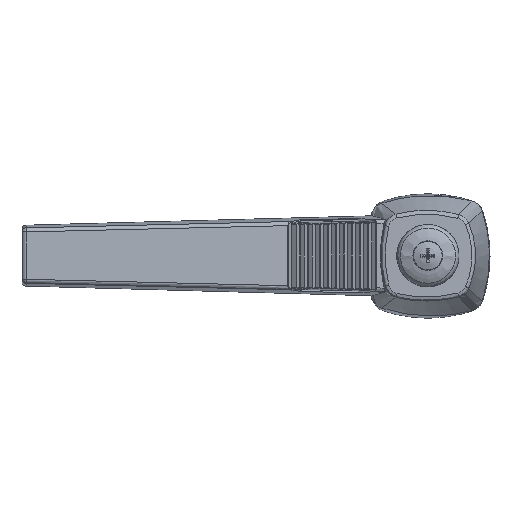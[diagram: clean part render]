
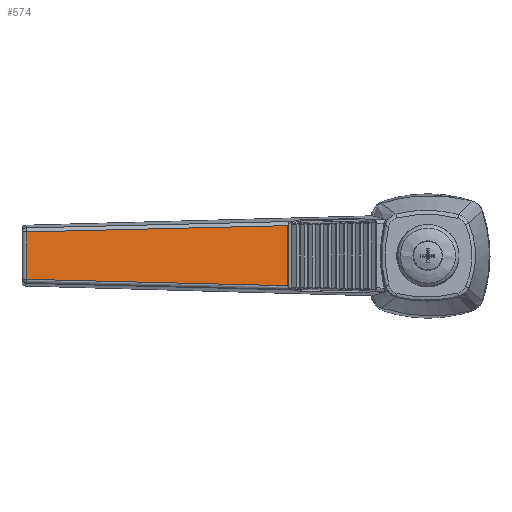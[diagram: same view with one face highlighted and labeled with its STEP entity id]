
A CAD part, top view. The second image highlights one B-rep face of the part: STEP entity #574.
In plain terms, the highlighted planar face has unit normal (0.167, 0, 0.986).
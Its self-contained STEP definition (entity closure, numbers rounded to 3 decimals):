
#574 = ADVANCED_FACE( '', ( #1367 ), #1368, .T. );
#1367 = FACE_OUTER_BOUND( '', #4851, .T. );
#1368 = PLANE( '', #4852 );
#4851 = EDGE_LOOP( '', ( #10350, #10351, #10352, #10353 ) );
#4852 = AXIS2_PLACEMENT_3D( '', #10354, #10355, #10356 );
#10350 = ORIENTED_EDGE( '', *, *, #12356, .T. );
#10351 = ORIENTED_EDGE( '', *, *, #12357, .T. );
#10352 = ORIENTED_EDGE( '', *, *, #12358, .T. );
#10353 = ORIENTED_EDGE( '', *, *, #12359, .T. );
#10354 = CARTESIAN_POINT( '', ( -7.346, 9., 38.229 ) );
#10355 = DIRECTION( '', ( 0.167, 0., 0.986 ) );
#10356 = DIRECTION( '', ( 0.986, 0., -0.167 ) );
#12356 = EDGE_CURVE( '', #13372, #13150, #13714, .T. );
#12357 = EDGE_CURVE( '', #13150, #13715, #13716, .T. );
#12358 = EDGE_CURVE( '', #13715, #13717, #13718, .T. );
#12359 = EDGE_CURVE( '', #13717, #13372, #13719, .F. );
#13150 = VERTEX_POINT( '', #14927 );
#13372 = VERTEX_POINT( '', #15735 );
#13714 = B_SPLINE_CURVE_WITH_KNOTS( '', 3, ( #16901, #16902, #16903, #16904, #16905, #16906, #16907, #16908 ), .UNSPECIFIED., .F., .F., ( 4, 2, 2, 4 ), ( 0., 0.016, 0.033, 0.066 ), .UNSPECIFIED. );
#13715 = VERTEX_POINT( '', #16909 );
#13716 = LINE( '', #16910, #16911 );
#13717 = VERTEX_POINT( '', #16912 );
#13718 = B_SPLINE_CURVE_WITH_KNOTS( '', 3, ( #16913, #16914, #16915, #16916, #16917, #16918, #16919, #16920 ), .UNSPECIFIED., .F., .F., ( 4, 2, 2, 4 ), ( 0., 0.033, 0.049, 0.066 ), .UNSPECIFIED. );
#13719 = LINE( '', #16921, #16922 );
#14927 = CARTESIAN_POINT( '', ( -34.597, -7.427, 42.85 ) );
#15735 = CARTESIAN_POINT( '', ( -99.183, -5.857, 53.802 ) );
#16901 = CARTESIAN_POINT( '', ( -99.183, -5.857, 53.802 ) );
#16902 = CARTESIAN_POINT( '', ( -93.801, -5.986, 52.889 ) );
#16903 = CARTESIAN_POINT( '', ( -88.418, -6.116, 51.977 ) );
#16904 = CARTESIAN_POINT( '', ( -77.654, -6.377, 50.151 ) );
#16905 = CARTESIAN_POINT( '', ( -72.272, -6.508, 49.239 ) );
#16906 = CARTESIAN_POINT( '', ( -56.125, -6.901, 46.501 ) );
#16907 = CARTESIAN_POINT( '', ( -45.361, -7.163, 44.675 ) );
#16908 = CARTESIAN_POINT( '', ( -34.597, -7.427, 42.85 ) );
#16909 = CARTESIAN_POINT( '', ( -34.597, 7.427, 42.85 ) );
#16910 = CARTESIAN_POINT( '', ( -34.597, 9., 42.85 ) );
#16911 = VECTOR( '', #19064, 1000. );
#16912 = CARTESIAN_POINT( '', ( -99.183, 5.857, 53.802 ) );
#16913 = CARTESIAN_POINT( '', ( -34.597, 7.427, 42.85 ) );
#16914 = CARTESIAN_POINT( '', ( -45.361, 7.163, 44.675 ) );
#16915 = CARTESIAN_POINT( '', ( -56.125, 6.901, 46.501 ) );
#16916 = CARTESIAN_POINT( '', ( -72.272, 6.508, 49.239 ) );
#16917 = CARTESIAN_POINT( '', ( -77.654, 6.377, 50.151 ) );
#16918 = CARTESIAN_POINT( '', ( -88.418, 6.116, 51.977 ) );
#16919 = CARTESIAN_POINT( '', ( -93.801, 5.986, 52.889 ) );
#16920 = CARTESIAN_POINT( '', ( -99.183, 5.857, 53.802 ) );
#16921 = CARTESIAN_POINT( '', ( -99.183, -6.7, 53.802 ) );
#16922 = VECTOR( '', #19065, 1000. );
#19064 = DIRECTION( '', ( 0., 1., 0. ) );
#19065 = DIRECTION( '', ( 0., 1., 0. ) );
